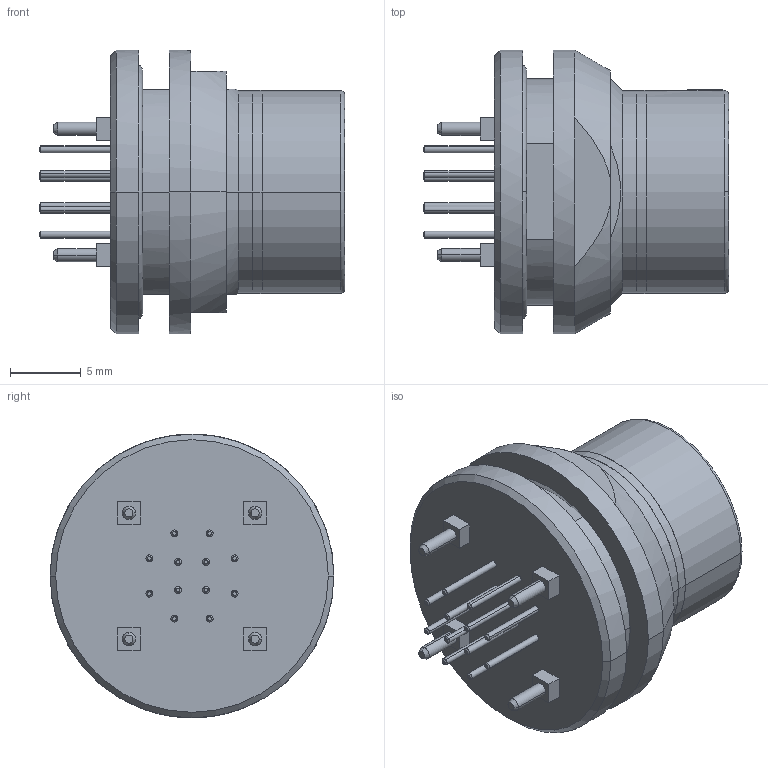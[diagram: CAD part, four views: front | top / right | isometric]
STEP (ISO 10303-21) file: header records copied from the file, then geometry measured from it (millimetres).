
FILE_DESCRIPTION(('STEP AP242'),'1');
FILE_NAME('hen_2f_312_xlnp.stp','2020-12-21T19:52:17',('TraceParts'),('TraceParts S.A.'),'Spatial InterOp 3D',' ',' ');
FILE_SCHEMA(('AP242_MANAGED_MODEL_BASED_3D_ENGINEERING_MIM_LF {1 0 10303 442 1 1 4}'));
Length unit declared in the file: millimetre
Products named in the file (1): hen_2f_312_xlnp_1
Bounding box: 21.5 x 20 x 20 mm (x, y, z)
Volume: 3601.7 mm3; surface area: 2367.3 mm2
Topology: 2 solids, 2 shells, 164 faces, 358 edges, 224 vertices
Faces by surface type: cylinder 56, plane 56, cone 44, torus 8
Entity records: 5976 total; most frequent: CARTESIAN_POINT 898, DIRECTION 856, ORIENTED_EDGE 716, EDGE_CURVE 358, AXIS2_PLACEMENT_3D 347, VERTEX_POINT 224, EDGE_LOOP 192, CIRCLE 181
